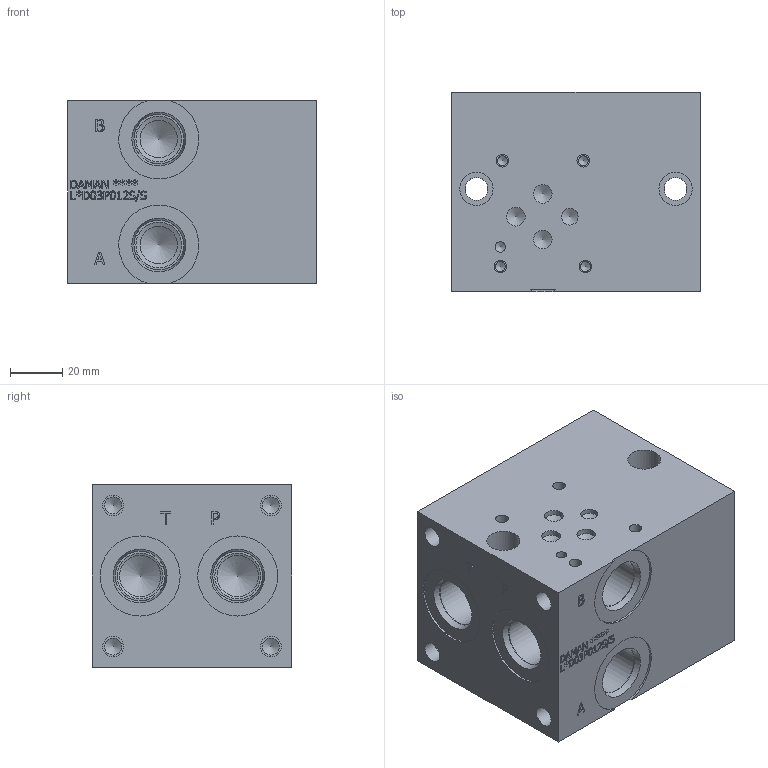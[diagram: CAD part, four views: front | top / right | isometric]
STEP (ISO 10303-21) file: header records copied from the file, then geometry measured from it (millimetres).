
FILE_DESCRIPTION(/* description */ (''),/* implementation_level */ '2;1');
FILE_NAME(/* name */ 'L_D03P012S_S.stp',/* time_stamp */ '2022-10-27T07:44:18-04:00',/* author */ ('bobbyh'),/* organization */ (''),/* preprocessor_version */ 'ST-DEVELOPER v18',/* originating_system */ 'Autodesk Inventor 2020',/* authorisation */ '');
FILE_SCHEMA (('AUTOMOTIVE_DESIGN { 1 0 10303 214 3 1 1 }'));
Length unit declared in the file: millimetre
Products named in the file (1): Part_L_D03P012S_S_3D
Bounding box: 95.25 x 76.2 x 69.85 mm (x, y, z)
Volume: 436529.9 mm3; surface area: 57342 mm2
Topology: 1 solids, 1 shells, 578 faces, 1582 edges, 1072 vertices
Faces by surface type: plane 324, bspline 141, cylinder 69, cone 44
Full cylindrical faces by diameter (mm): 3.785 x4, 3.962 x1, 4.826 x4, 6.35 x1, 6.528 x8, 7.137 x3, 7.925 x8, 8.738 x2, 12.7 x2, 13.487 x1, 14.3 x2, 15.875 x4, 17.45 x1, 17.501 x6, 18.542 x1, 19.05 x6, 19.253 x6, 19.99 x1, 20.625 x1, 21.819 x1, 30.632 x4
Entity records: 19432 total; most frequent: CARTESIAN_POINT 5042, ORIENTED_EDGE 3116, DIRECTION 2406, EDGE_CURVE 1558, VERTEX_POINT 1072, LINE 1022, VECTOR 1022, AXIS2_PLACEMENT_3D 692
